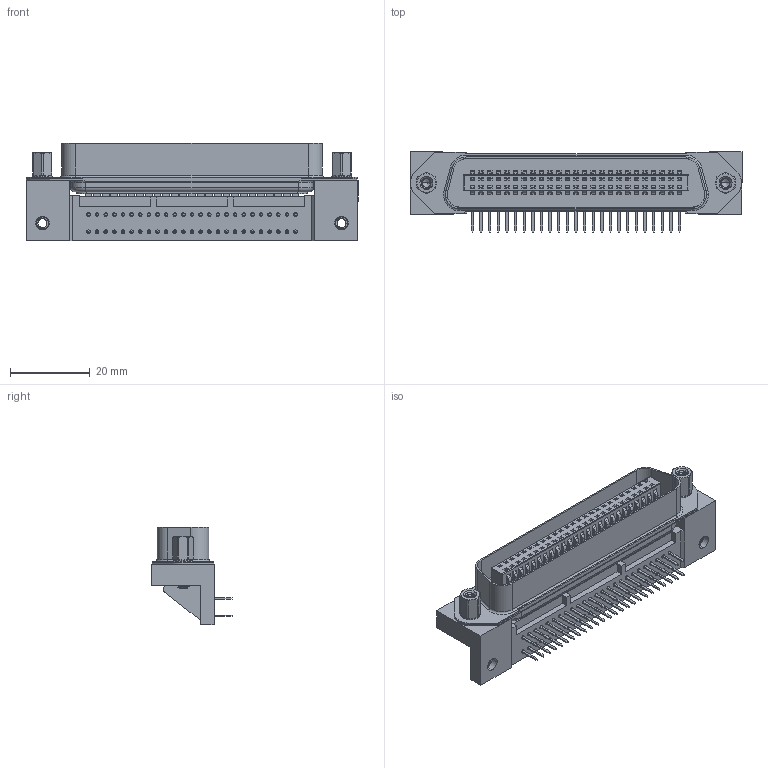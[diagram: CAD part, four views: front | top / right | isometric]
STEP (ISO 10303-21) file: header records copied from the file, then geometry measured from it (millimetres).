
FILE_DESCRIPTION (( 'STEP AP203' ), '1' );
FILE_NAME ('B57-150-665-F02.STEP', '2020-06-24T13:56:47', ( '' ), ( '' ), 'SwSTEP 2.0', 'SolidWorks 2020', '' );
FILE_SCHEMA (( 'CONFIG_CONTROL_DESIGN' ));
Length unit declared in the file: millimetre
Products named in the file (9): B57 Hex Standoff; B57 Board Mount Bracket_THREAD; B57 RA Housing_50 Position; B57 Rivet_90 THREAD; B57 Front Shell MALE_50 Position DOWN; B57 Back Shell_50 Position; B57-150-665-F02; B57 Contacts MALE_50 Position 90; B57 Housing Insert MALE_50 Position DOWN
Assembly tree (11 placements, depth 2):
  B57-150-665-F02
    B57 Back Shell_50 Position
    B57 RA Housing_50 Position
    B57 Board Mount Bracket_THREAD  x2
    B57 Rivet_90 THREAD  x2
    B57 Housing Insert MALE_50 Position DOWN
    B57 Front Shell MALE_50 Position DOWN
    B57 Contacts MALE_50 Position 90
    B57 Hex Standoff  x2
Bounding box: 83.1 x 20.1 x 24.4 mm (x, y, z)
Volume: 9809.1 mm3; surface area: 21390.6 mm2
Topology: 60 solids, 60 shells, 5635 faces, 16311 edges, 10500 vertices
Faces by surface type: plane 3728, cylinder 1497, sphere 204, cone 144, torus 38, bspline 24
Entity records: 184528 total; most frequent: CARTESIAN_POINT 38246, ORIENTED_EDGE 31438, DIRECTION 29005, EDGE_CURVE 15719, LINE 12407, VECTOR 12407, VERTEX_POINT 10249, AXIS2_PLACEMENT_3D 8299
